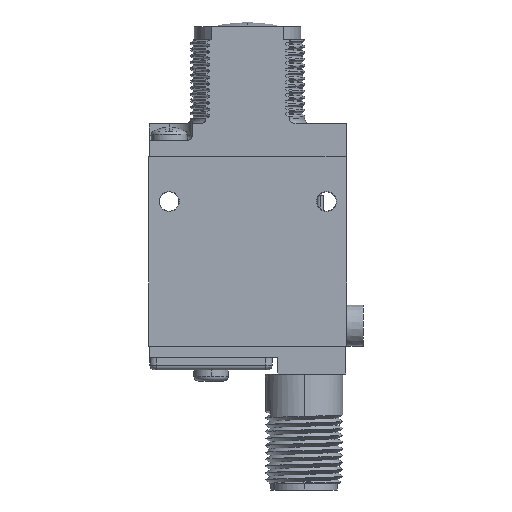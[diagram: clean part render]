
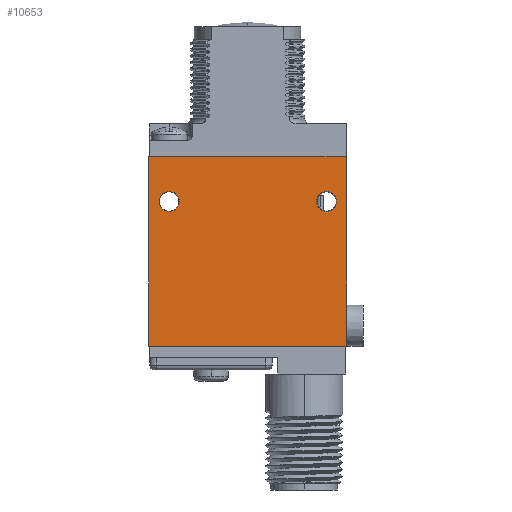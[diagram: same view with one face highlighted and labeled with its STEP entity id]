
A CAD part, left-side view. The second image highlights one B-rep face of the part: STEP entity #10653.
In plain terms, the highlighted planar face has unit normal (-1, 0, 0).
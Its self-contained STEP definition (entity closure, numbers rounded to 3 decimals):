
#1=DIRECTION('',(0.,-1.,0.));
#2=VECTOR('',#1,0.127);
#3=CARTESIAN_POINT('',(-6.02,0.127,0.));
#4=LINE('',#3,#2);
#5=DIRECTION('',(0.,0.,-1.));
#6=VECTOR('',#5,29.464);
#7=CARTESIAN_POINT('',(-6.02,0.,0.));
#8=LINE('',#7,#6);
#9=DIRECTION('',(0.,1.,0.));
#10=VECTOR('',#9,30.785);
#11=CARTESIAN_POINT('',(-6.02,0.,-29.464));
#12=LINE('',#11,#10);
#13=DIRECTION('',(0.,0.,1.));
#14=VECTOR('',#13,29.464);
#15=CARTESIAN_POINT('',(-6.02,30.785,-29.464));
#16=LINE('',#15,#14);
#17=DIRECTION('',(0.,-1.,0.));
#18=VECTOR('',#17,0.076);
#19=CARTESIAN_POINT('',(-6.02,30.785,0.));
#20=LINE('',#19,#18);
#21=DIRECTION('',(0.,1.,0.));
#22=VECTOR('',#21,30.582);
#23=CARTESIAN_POINT('',(-6.02,0.127,0.));
#24=LINE('',#23,#22);
#25=CARTESIAN_POINT('',(-6.02,27.61,-6.985));
#26=DIRECTION('',(1.,0.,0.));
#27=DIRECTION('',(0.,0.,-1.));
#28=AXIS2_PLACEMENT_3D('',#25,#26,#27);
#30=CARTESIAN_POINT('',(-6.02,27.61,-6.985));
#31=DIRECTION('',(1.,0.,0.));
#32=DIRECTION('',(0.,0.,1.));
#33=AXIS2_PLACEMENT_3D('',#30,#31,#32);
#35=CARTESIAN_POINT('',(-6.02,3.175,-6.985));
#36=DIRECTION('',(1.,0.,0.));
#37=DIRECTION('',(0.,0.,-1.));
#38=AXIS2_PLACEMENT_3D('',#35,#36,#37);
#40=CARTESIAN_POINT('',(-6.02,3.175,-6.985));
#41=DIRECTION('',(1.,0.,0.));
#42=DIRECTION('',(0.,0.,1.));
#43=AXIS2_PLACEMENT_3D('',#40,#41,#42);
#9676=CARTESIAN_POINT('',(-6.02,0.,0.));
#9677=CARTESIAN_POINT('',(-6.02,0.,-29.464));
#9678=VERTEX_POINT('',#9676);
#9679=VERTEX_POINT('',#9677);
#9680=CARTESIAN_POINT('',(-6.02,30.785,-29.464));
#9681=VERTEX_POINT('',#9680);
#9682=CARTESIAN_POINT('',(-6.02,30.785,0.));
#9683=VERTEX_POINT('',#9682);
#9692=CARTESIAN_POINT('',(-6.02,27.61,-8.535));
#9693=CARTESIAN_POINT('',(-6.02,27.61,-5.435));
#9694=VERTEX_POINT('',#9692);
#9695=VERTEX_POINT('',#9693);
#9696=CARTESIAN_POINT('',(-6.02,3.175,-8.535));
#9697=CARTESIAN_POINT('',(-6.02,3.175,-5.435));
#9698=VERTEX_POINT('',#9696);
#9699=VERTEX_POINT('',#9697);
#10153=CARTESIAN_POINT('',(-6.02,0.127,0.));
#10154=CARTESIAN_POINT('',(-6.02,30.709,0.));
#10155=VERTEX_POINT('',#10153);
#10156=VERTEX_POINT('',#10154);
#10622=CARTESIAN_POINT('',(-6.02,0.,0.));
#10623=DIRECTION('',(1.,0.,0.));
#10624=DIRECTION('',(0.,0.,-1.));
#10625=AXIS2_PLACEMENT_3D('',#10622,#10623,#10624);
#10626=PLANE('',#10625);
#10628=ORIENTED_EDGE('',*,*,#10627,.T.);
#10630=ORIENTED_EDGE('',*,*,#10629,.T.);
#10632=ORIENTED_EDGE('',*,*,#10631,.T.);
#10634=ORIENTED_EDGE('',*,*,#10633,.T.);
#10636=ORIENTED_EDGE('',*,*,#10635,.T.);
#10638=ORIENTED_EDGE('',*,*,#10637,.F.);
#10639=EDGE_LOOP('',(#10628,#10630,#10632,#10634,#10636,#10638));
#10640=FACE_OUTER_BOUND('',#10639,.F.);
#10642=ORIENTED_EDGE('',*,*,#10641,.F.);
#10644=ORIENTED_EDGE('',*,*,#10643,.F.);
#10645=EDGE_LOOP('',(#10642,#10644));
#10646=FACE_BOUND('',#10645,.F.);
#10648=ORIENTED_EDGE('',*,*,#10647,.F.);
#10650=ORIENTED_EDGE('',*,*,#10649,.F.);
#10651=EDGE_LOOP('',(#10648,#10650));
#10652=FACE_BOUND('',#10651,.F.);
#10653=ADVANCED_FACE('',(#10640,#10646,#10652),#10626,.F.);
#29=CIRCLE('',#28,1.55);
#34=CIRCLE('',#33,1.55);
#39=CIRCLE('',#38,1.55);
#44=CIRCLE('',#43,1.55);
#10627=EDGE_CURVE('',#10155,#9678,#4,.T.);
#10629=EDGE_CURVE('',#9678,#9679,#8,.T.);
#10631=EDGE_CURVE('',#9679,#9681,#12,.T.);
#10633=EDGE_CURVE('',#9681,#9683,#16,.T.);
#10635=EDGE_CURVE('',#9683,#10156,#20,.T.);
#10637=EDGE_CURVE('',#10155,#10156,#24,.T.);
#10641=EDGE_CURVE('',#9694,#9695,#29,.T.);
#10643=EDGE_CURVE('',#9695,#9694,#34,.T.);
#10647=EDGE_CURVE('',#9698,#9699,#39,.T.);
#10649=EDGE_CURVE('',#9699,#9698,#44,.T.);
